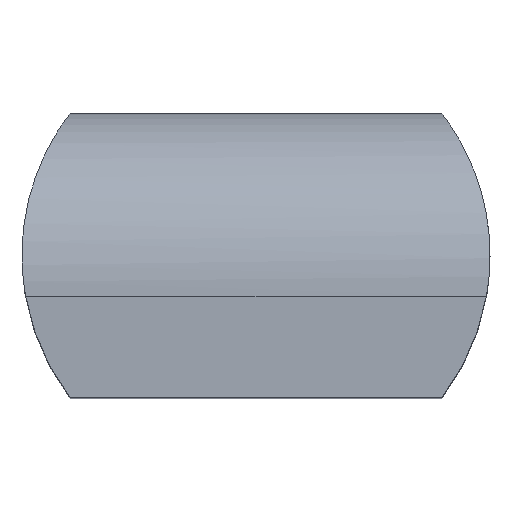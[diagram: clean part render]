
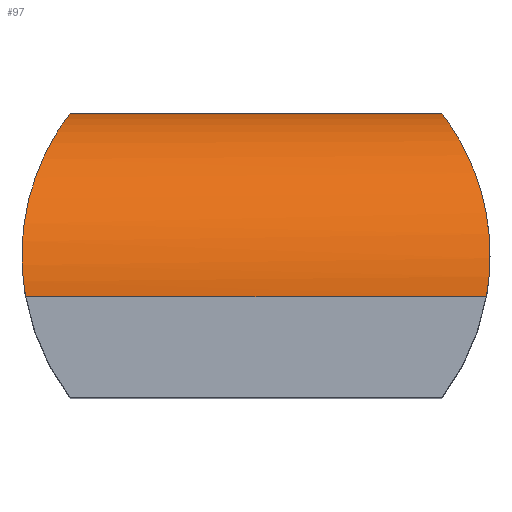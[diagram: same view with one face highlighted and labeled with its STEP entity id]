
A CAD part, top view. The second image highlights one B-rep face of the part: STEP entity #97.
In plain terms, the highlighted cylindrical face has radius 2 mm (diameter 4 mm), a partial arc.
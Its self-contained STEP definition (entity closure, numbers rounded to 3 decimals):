
#24=VERTEX_POINT('',#25);
#25=CARTESIAN_POINT('',(3.295,1.75,7.9));
#43=VERTEX_POINT('',#44);
#44=CARTESIAN_POINT('',(3.78,-0.25,9.9));
#49=EDGE_CURVE('',#24,#43,#50,.T.);
#50=B_SPLINE_CURVE_WITH_KNOTS('',8,(#25,#51,#52,#53,#54,#55,#56,#57,    #58,#59,#60,#61,#62,#63,#64,#65,#66,#67,#68,#69,#70,#71,#44),  .UNSPECIFIED.,.F.,.F.,(9,7,7,9),(0.,0.199,0.605    ,1.),.UNSPECIFIED.);
#51=CARTESIAN_POINT('',(3.295,1.75,8.015));
#52=CARTESIAN_POINT('',(3.301,1.742,8.126)  );
#53=CARTESIAN_POINT('',(3.312,1.728,8.229));
#54=CARTESIAN_POINT('',(3.325,1.71,8.324));
#55=CARTESIAN_POINT('',(3.341,1.688,8.411)  );
#56=CARTESIAN_POINT('',(3.358,1.664,8.491)  );
#57=CARTESIAN_POINT('',(3.376,1.638,8.564)  );
#58=CARTESIAN_POINT('',(3.432,1.554,8.778));
#59=CARTESIAN_POINT('',(3.479,1.48,8.928)  );
#60=CARTESIAN_POINT('',(3.53,1.392,9.067)  );
#61=CARTESIAN_POINT('',(3.58,1.293,9.195)  );
#62=CARTESIAN_POINT('',(3.627,1.187,9.308)  );
#63=CARTESIAN_POINT('',(3.669,1.077,9.408)  );
#64=CARTESIAN_POINT('',(3.706,0.965,9.495)  );
#65=CARTESIAN_POINT('',(3.768,0.728,9.65));
#66=CARTESIAN_POINT('',(3.79,0.616,9.71)  );
#67=CARTESIAN_POINT('',(3.808,0.503,9.762)  );
#68=CARTESIAN_POINT('',(3.821,0.38,9.809)  );
#69=CARTESIAN_POINT('',(3.829,0.243,9.851));
#70=CARTESIAN_POINT('',(3.827,0.09,    9.883));
#71=CARTESIAN_POINT('',(3.811,-0.077,9.9));
#80=EDGE_CURVE('',#24,#81,#83,.T.);
#81=VERTEX_POINT('',#82);
#82=CARTESIAN_POINT('',(-0.755,1.75,7.9));
#83=LINE('',#25,#84);
#84=VECTOR('',#85,1.);
#85=DIRECTION('',(-1.,0.,0.));
#97=ADVANCED_FACE('',(#98),#139,.T.);
#98=FACE_BOUND('',#99,.F.);
#99=EDGE_LOOP('',(#100,#101,#107,#138));
#100=ORIENTED_EDGE('',*,*,#49,.T.);
#101=ORIENTED_EDGE('',*,*,#102,.T.);
#102=EDGE_CURVE('',#43,#103,#105,.T.);
#103=VERTEX_POINT('',#104);
#104=CARTESIAN_POINT('',(-1.24,-0.25,9.9));
#105=LINE('',#106,#84);
#106=CARTESIAN_POINT('',(3.295,-0.25,9.9));
#107=ORIENTED_EDGE('',*,*,#108,.F.);
#108=EDGE_CURVE('',#81,#103,#109,.T.);
#109=B_SPLINE_CURVE_WITH_KNOTS('',8,(#82,#110,#111,#112,#113,#114,    #115,#116,#117,#118,#119,#120,#121,#122,#123,#124,#125,#126,#127,    #128,#129,#130,#131,#132,#133,#134,#135,#136,#137,#104),  .UNSPECIFIED.,.F.,.F.,(9,7,7,7,9),(0.,0.221,0.632,    0.815,1.),.UNSPECIFIED.);
#110=CARTESIAN_POINT('',(-0.755,1.75,8.021));
#111=CARTESIAN_POINT('',(-0.762,1.741,8.136    ));
#112=CARTESIAN_POINT('',(-0.773,1.726,8.244)  );
#113=CARTESIAN_POINT('',(-0.788,1.706,8.342    ));
#114=CARTESIAN_POINT('',(-0.805,1.683,8.432)  );
#115=CARTESIAN_POINT('',(-0.823,1.657,8.513    ));
#116=CARTESIAN_POINT('',(-0.842,1.629,8.589)  );
#117=CARTESIAN_POINT('',(-0.898,1.545,8.795)  );
#118=CARTESIAN_POINT('',(-0.939,1.478,8.925    ));
#119=CARTESIAN_POINT('',(-0.983,1.401,9.049    ));
#120=CARTESIAN_POINT('',(-1.029,1.314,9.166    ));
#121=CARTESIAN_POINT('',(-1.074,1.217,9.276    ));
#122=CARTESIAN_POINT('',(-1.116,1.112,9.377)  );
#123=CARTESIAN_POINT('',(-1.155,0.999,9.469    ));
#124=CARTESIAN_POINT('',(-1.202,0.826,9.587    ));
#125=CARTESIAN_POINT('',(-1.216,0.771,9.622)  );
#126=CARTESIAN_POINT('',(-1.23,0.712,9.656    ));
#127=CARTESIAN_POINT('',(-1.242,0.651,9.689    ));
#128=CARTESIAN_POINT('',(-1.253,0.585,9.72    ));
#129=CARTESIAN_POINT('',(-1.262,0.516,9.75    ));
#130=CARTESIAN_POINT('',(-1.269,0.444,9.777    ));
#131=CARTESIAN_POINT('',(-1.28,0.291,9.827    ));
#132=CARTESIAN_POINT('',(-1.282,0.21,9.849)  );
#133=CARTESIAN_POINT('',(-1.282,0.128,9.868    ));
#134=CARTESIAN_POINT('',(-1.278,0.046,    9.882));
#135=CARTESIAN_POINT('',(-1.272,-0.033,    9.892));
#136=CARTESIAN_POINT('',(-1.263,-0.11,9.898    ));
#137=CARTESIAN_POINT('',(-1.252,-0.182,9.9));
#138=ORIENTED_EDGE('',*,*,#80,.F.);
#139=CYLINDRICAL_SURFACE('',#140,2.);
#140=AXIS2_PLACEMENT_3D('',#141,#85,#142);
#141=CARTESIAN_POINT('',(3.295,-0.25,7.9));
#142=DIRECTION('',(0.,1.,0.));
